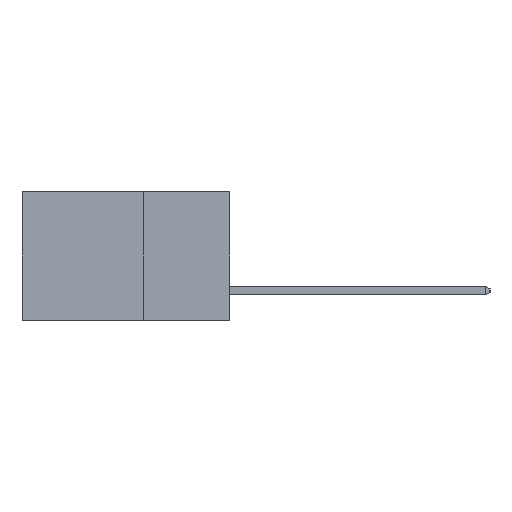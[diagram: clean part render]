
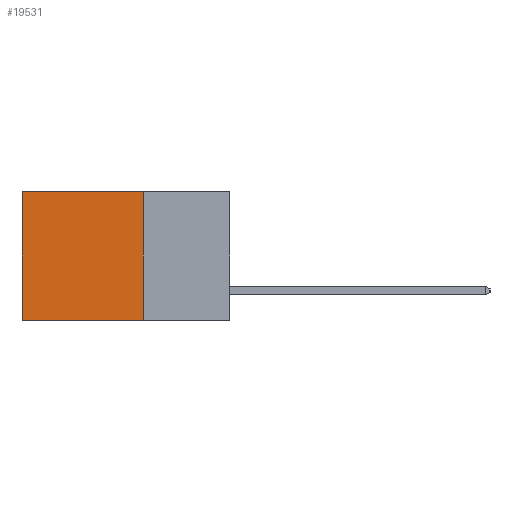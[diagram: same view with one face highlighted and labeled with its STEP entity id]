
A CAD part, left-side view. The second image highlights one B-rep face of the part: STEP entity #19531.
In plain terms, the highlighted planar face has unit normal (-1, 0, 0).
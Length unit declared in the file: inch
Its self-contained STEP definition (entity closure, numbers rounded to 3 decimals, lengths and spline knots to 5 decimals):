
#1591 = DIRECTION ( 'NONE',  ( 0., 0., -1. ) ) ;
#1947 = ORIENTED_EDGE ( 'NONE', *, *, #13689, .T. ) ;
#2073 = VECTOR ( 'NONE', #23707, 39.37008 ) ;
#2286 = VECTOR ( 'NONE', #11918, 39.37008 ) ;
#2508 = CARTESIAN_POINT ( 'NONE',  ( 0.298, 0.25, 0. ) ) ;
#2808 = DIRECTION ( 'NONE',  ( 0., 0., -1. ) ) ;
#3263 = LINE ( 'NONE', #20032, #2073 ) ;
#4797 = CARTESIAN_POINT ( 'NONE',  ( 0.298, 0.25, -0.37 ) ) ;
#5858 = VERTEX_POINT ( 'NONE', #4797 ) ;
#9023 = ORIENTED_EDGE ( 'NONE', *, *, #19829, .F. ) ;
#9893 = EDGE_LOOP ( 'NONE', ( #22568, #13195, #9023, #1947 ) ) ;
#11166 = CARTESIAN_POINT ( 'NONE',  ( 0.298, 0.6, -0.37 ) ) ;
#11873 = CARTESIAN_POINT ( 'NONE',  ( 0.298, 0.6, 0. ) ) ;
#11918 = DIRECTION ( 'NONE',  ( 0., 1., 0. ) ) ;
#11966 = LINE ( 'NONE', #20830, #20604 ) ;
#12111 = LINE ( 'NONE', #15618, #2286 ) ;
#12662 = DIRECTION ( 'NONE',  ( 1., 0., 0. ) ) ;
#13195 = ORIENTED_EDGE ( 'NONE', *, *, #13236, .F. ) ;
#13236 = EDGE_CURVE ( 'NONE', #5858, #18987, #12111, .T. ) ;
#13689 = EDGE_CURVE ( 'NONE', #17861, #22679, #11966, .T. ) ;
#14215 = LINE ( 'NONE', #17568, #23398 ) ;
#15618 = CARTESIAN_POINT ( 'NONE',  ( 0.298, 0.25, -0.37 ) ) ;
#17151 = DIRECTION ( 'NONE',  ( 0., 1., 0. ) ) ;
#17568 = CARTESIAN_POINT ( 'NONE',  ( 0.298, 0.6, 0. ) ) ;
#17861 = VERTEX_POINT ( 'NONE', #2508 ) ;
#18154 = CARTESIAN_POINT ( 'NONE',  ( 0.298, 0.25, 0. ) ) ;
#18911 = AXIS2_PLACEMENT_3D ( 'NONE', #18154, #12662, #1591 ) ;
#18987 = VERTEX_POINT ( 'NONE', #11166 ) ;
#19408 = FACE_OUTER_BOUND ( 'NONE', #9893, .T. ) ;
#19531 = ADVANCED_FACE ( 'NONE', ( #19408 ), #23649, .F. ) ;
#19724 = EDGE_CURVE ( 'NONE', #22679, #18987, #14215, .T. ) ;
#19829 = EDGE_CURVE ( 'NONE', #17861, #5858, #3263, .T. ) ;
#20032 = CARTESIAN_POINT ( 'NONE',  ( 0.298, 0.25, 0. ) ) ;
#20604 = VECTOR ( 'NONE', #17151, 39.37008 ) ;
#20830 = CARTESIAN_POINT ( 'NONE',  ( 0.298, 0.25, 0. ) ) ;
#22568 = ORIENTED_EDGE ( 'NONE', *, *, #19724, .T. ) ;
#22679 = VERTEX_POINT ( 'NONE', #11873 ) ;
#23398 = VECTOR ( 'NONE', #2808, 39.37008 ) ;
#23649 = PLANE ( 'NONE',  #18911 ) ;
#23707 = DIRECTION ( 'NONE',  ( 0., 0., -1. ) ) ;
